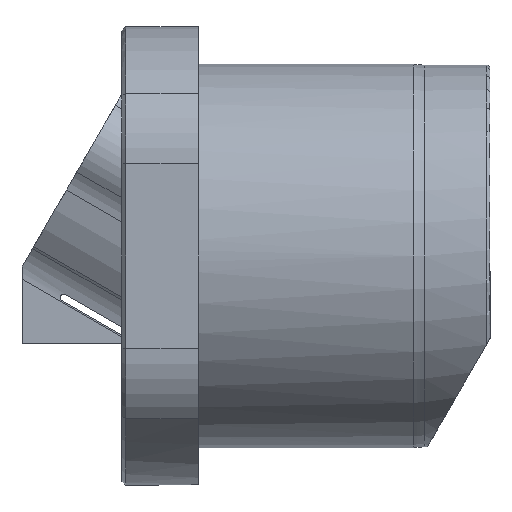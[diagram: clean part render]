
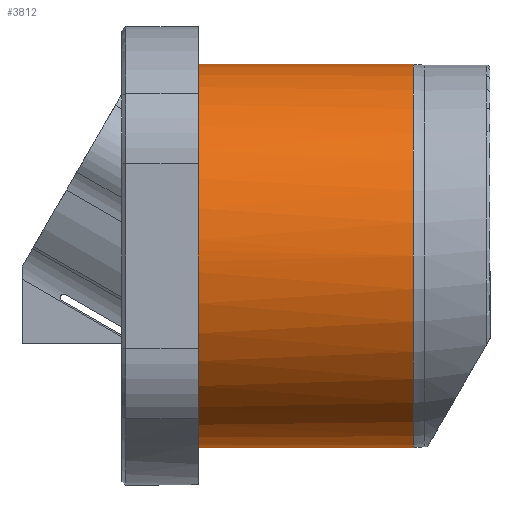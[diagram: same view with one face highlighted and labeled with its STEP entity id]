
A CAD part, left-side view. The second image highlights one B-rep face of the part: STEP entity #3812.
In plain terms, the highlighted cylindrical face has radius 12.495 mm (diameter 24.99 mm), a partial arc.
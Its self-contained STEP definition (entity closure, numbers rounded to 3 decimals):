
#84 = VERTEX_POINT ( 'NONE', #2987 ) ;
#85 = DIRECTION ( 'NONE',  ( 0., 1., 0. ) ) ;
#153 = DIRECTION ( 'NONE',  ( 0., 1., 0. ) ) ;
#162 = AXIS2_PLACEMENT_3D ( 'NONE', #4944, #153, #2532 ) ;
#171 = CARTESIAN_POINT ( 'NONE',  ( -12.45, -5., -1.059 ) ) ;
#225 = LINE ( 'NONE', #830, #3265 ) ;
#494 = VERTEX_POINT ( 'NONE', #928 ) ;
#704 = CARTESIAN_POINT ( 'NONE',  ( 0., -5., -12.495 ) ) ;
#712 = LINE ( 'NONE', #950, #4833 ) ;
#759 = DIRECTION ( 'NONE',  ( 0., 1., 0. ) ) ;
#764 = ORIENTED_EDGE ( 'NONE', *, *, #3808, .T. ) ;
#830 = CARTESIAN_POINT ( 'NONE',  ( 0., 2.505, -12.495 ) ) ;
#841 = CIRCLE ( 'NONE', #1970, 12.495 ) ;
#890 = AXIS2_PLACEMENT_3D ( 'NONE', #4669, #2267, #5077 ) ;
#928 = CARTESIAN_POINT ( 'NONE',  ( 0., -5., 12.495 ) ) ;
#950 = CARTESIAN_POINT ( 'NONE',  ( 0., 2.505, 12.495 ) ) ;
#961 = CIRCLE ( 'NONE', #4432, 12.495 ) ;
#998 = VERTEX_POINT ( 'NONE', #3325 ) ;
#1351 = DIRECTION ( 'NONE',  ( 0., 1., 0. ) ) ;
#1483 = DIRECTION ( 'NONE',  ( 0., 1., 0. ) ) ;
#1544 = EDGE_CURVE ( 'NONE', #84, #494, #841, .T. ) ;
#1564 = EDGE_LOOP ( 'NONE', ( #2785, #4600, #764, #3849, #4273, #5066 ) ) ;
#1649 = FACE_OUTER_BOUND ( 'NONE', #1564, .T. ) ;
#1970 = AXIS2_PLACEMENT_3D ( 'NONE', #3863, #1483, #4280 ) ;
#2267 = DIRECTION ( 'NONE',  ( 0., 1., 0. ) ) ;
#2415 = EDGE_CURVE ( 'NONE', #4652, #3454, #225, .T. ) ;
#2441 = CARTESIAN_POINT ( 'NONE',  ( 0., -19., 0. ) ) ;
#2532 = DIRECTION ( 'NONE',  ( 0., 0., 1. ) ) ;
#2748 = EDGE_CURVE ( 'NONE', #4652, #998, #961, .T. ) ;
#2785 = ORIENTED_EDGE ( 'NONE', *, *, #2415, .F. ) ;
#2859 = DIRECTION ( 'NONE',  ( 0., 0., 1. ) ) ;
#2895 = AXIS2_PLACEMENT_3D ( 'NONE', #3133, #759, #3531 ) ;
#2929 = VERTEX_POINT ( 'NONE', #171 ) ;
#2987 = CARTESIAN_POINT ( 'NONE',  ( -12.45, -5., 1.059 ) ) ;
#3016 = CIRCLE ( 'NONE', #890, 12.495 ) ;
#3133 = CARTESIAN_POINT ( 'NONE',  ( 0., -5., 0. ) ) ;
#3265 = VECTOR ( 'NONE', #4021, 1000. ) ;
#3291 = CARTESIAN_POINT ( 'NONE',  ( 0., -19., -12.495 ) ) ;
#3325 = CARTESIAN_POINT ( 'NONE',  ( 0., -19., 12.495 ) ) ;
#3422 = EDGE_CURVE ( 'NONE', #2929, #84, #3016, .T. ) ;
#3454 = VERTEX_POINT ( 'NONE', #704 ) ;
#3531 = DIRECTION ( 'NONE',  ( 0., 0., 1. ) ) ;
#3808 = EDGE_CURVE ( 'NONE', #998, #494, #712, .T. ) ;
#3812 = ADVANCED_FACE ( 'NONE', ( #1649 ), #4702, .T. ) ;
#3849 = ORIENTED_EDGE ( 'NONE', *, *, #1544, .F. ) ;
#3863 = CARTESIAN_POINT ( 'NONE',  ( 0., -5., 0. ) ) ;
#4021 = DIRECTION ( 'NONE',  ( 0., 1., 0. ) ) ;
#4273 = ORIENTED_EDGE ( 'NONE', *, *, #3422, .F. ) ;
#4280 = DIRECTION ( 'NONE',  ( 0., 0., 1. ) ) ;
#4409 = EDGE_CURVE ( 'NONE', #3454, #2929, #4740, .T. ) ;
#4432 = AXIS2_PLACEMENT_3D ( 'NONE', #2441, #85, #2859 ) ;
#4600 = ORIENTED_EDGE ( 'NONE', *, *, #2748, .T. ) ;
#4652 = VERTEX_POINT ( 'NONE', #3291 ) ;
#4669 = CARTESIAN_POINT ( 'NONE',  ( 0., -5., 0. ) ) ;
#4702 = CYLINDRICAL_SURFACE ( 'NONE', #162, 12.495 ) ;
#4740 = CIRCLE ( 'NONE', #2895, 12.495 ) ;
#4833 = VECTOR ( 'NONE', #1351, 1000. ) ;
#4944 = CARTESIAN_POINT ( 'NONE',  ( 0., 2.505, 0. ) ) ;
#5066 = ORIENTED_EDGE ( 'NONE', *, *, #4409, .F. ) ;
#5077 = DIRECTION ( 'NONE',  ( 0., 0., 1. ) ) ;
